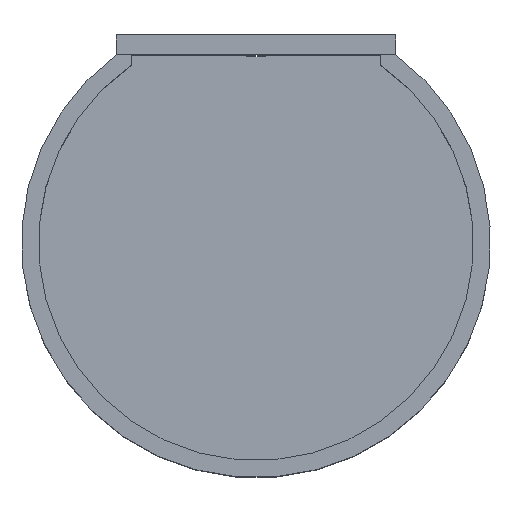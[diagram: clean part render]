
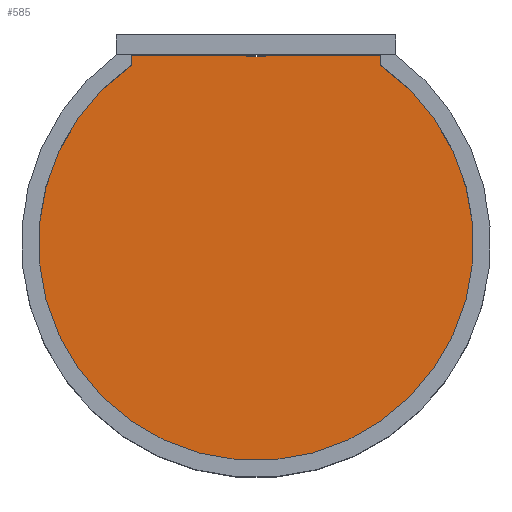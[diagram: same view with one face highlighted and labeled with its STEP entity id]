
A CAD part, top view. The second image highlights one B-rep face of the part: STEP entity #585.
In plain terms, the highlighted planar face has unit normal (0, 0, 1).
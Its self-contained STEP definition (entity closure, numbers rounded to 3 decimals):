
#249 = VERTEX_POINT('',#250);
#250 = CARTESIAN_POINT('',(2.2,44.176,2.));
#256 = EDGE_CURVE('',#257,#249,#259,.T.);
#257 = VERTEX_POINT('',#258);
#258 = CARTESIAN_POINT('',(2.2,43.776,2.));
#259 = LINE('',#260,#261);
#260 = CARTESIAN_POINT('',(2.2,26.273,2.));
#261 = VECTOR('',#262,1.);
#262 = DIRECTION('',(0.,1.,0.));
#282 = VERTEX_POINT('',#283);
#283 = CARTESIAN_POINT('',(-2.2,43.776,2.));
#289 = EDGE_CURVE('',#257,#282,#290,.T.);
#290 = LINE('',#291,#292);
#291 = CARTESIAN_POINT('',(0.,43.776,2.));
#292 = VECTOR('',#293,1.);
#293 = DIRECTION('',(-1.,0.,0.));
#306 = EDGE_CURVE('',#307,#282,#309,.T.);
#307 = VERTEX_POINT('',#308);
#308 = CARTESIAN_POINT('',(-2.2,44.176,2.));
#309 = LINE('',#310,#311);
#310 = CARTESIAN_POINT('',(-2.2,26.273,2.));
#311 = VECTOR('',#312,1.);
#312 = DIRECTION('',(0.,-1.,0.));
#427 = VERTEX_POINT('',#428);
#428 = CARTESIAN_POINT('',(-29.252,44.176,2.));
#440 = VERTEX_POINT('',#441);
#441 = CARTESIAN_POINT('',(29.252,44.176,2.));
#447 = EDGE_CURVE('',#249,#440,#448,.T.);
#448 = LINE('',#449,#450);
#449 = CARTESIAN_POINT('',(-16.382,44.176,2.));
#450 = VECTOR('',#451,1.);
#451 = DIRECTION('',(1.,0.,0.));
#461 = EDGE_CURVE('',#427,#307,#462,.T.);
#462 = LINE('',#463,#464);
#463 = CARTESIAN_POINT('',(-16.382,44.176,2.));
#464 = VECTOR('',#465,1.);
#465 = DIRECTION('',(1.,0.,0.));
#585 = ADVANCED_FACE('',(#586),#616,.T.);
#586 = FACE_BOUND('',#587,.T.);
#587 = EDGE_LOOP('',(#588,#596,#605,#611,#612,#613,#614,#615));
#588 = ORIENTED_EDGE('',*,*,#589,.F.);
#589 = EDGE_CURVE('',#590,#427,#592,.T.);
#590 = VERTEX_POINT('',#591);
#591 = CARTESIAN_POINT('',(-29.252,41.777,2.));
#592 = LINE('',#593,#594);
#593 = CARTESIAN_POINT('',(-29.252,22.773,2.));
#594 = VECTOR('',#595,1.);
#595 = DIRECTION('',(0.,1.,0.));
#596 = ORIENTED_EDGE('',*,*,#597,.F.);
#597 = EDGE_CURVE('',#598,#590,#600,.T.);
#598 = VERTEX_POINT('',#599);
#599 = CARTESIAN_POINT('',(29.252,41.777,2.));
#600 = CIRCLE('',#601,51.);
#601 = AXIS2_PLACEMENT_3D('',#602,#603,#604);
#602 = CARTESIAN_POINT('',(0.,0.,2.));
#603 = DIRECTION('',(0.,0.,-1.));
#604 = DIRECTION('',(1.,0.,0.));
#605 = ORIENTED_EDGE('',*,*,#606,.T.);
#606 = EDGE_CURVE('',#598,#440,#607,.T.);
#607 = LINE('',#608,#609);
#608 = CARTESIAN_POINT('',(29.252,22.773,2.));
#609 = VECTOR('',#610,1.);
#610 = DIRECTION('',(0.,1.,0.));
#611 = ORIENTED_EDGE('',*,*,#447,.F.);
#612 = ORIENTED_EDGE('',*,*,#256,.F.);
#613 = ORIENTED_EDGE('',*,*,#289,.T.);
#614 = ORIENTED_EDGE('',*,*,#306,.F.);
#615 = ORIENTED_EDGE('',*,*,#461,.F.);
#616 = PLANE('',#617);
#617 = AXIS2_PLACEMENT_3D('',#618,#619,#620);
#618 = CARTESIAN_POINT('',(0.,3.77,2.));
#619 = DIRECTION('',(0.,0.,1.));
#620 = DIRECTION('',(1.,0.,0.));
